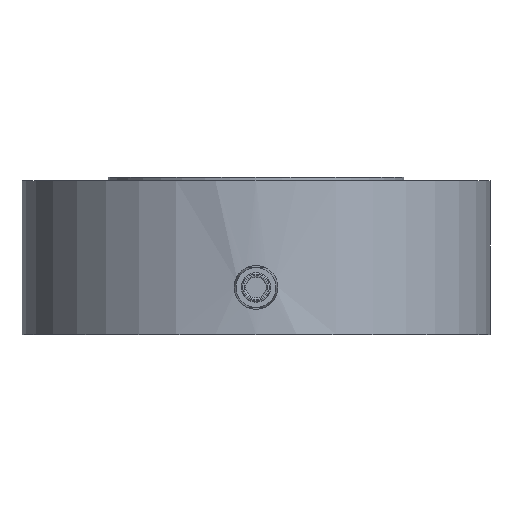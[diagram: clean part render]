
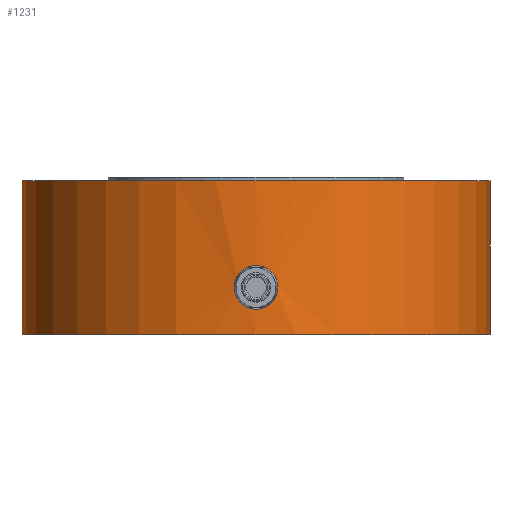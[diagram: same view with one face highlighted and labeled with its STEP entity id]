
A CAD part, front view. The second image highlights one B-rep face of the part: STEP entity #1231.
In plain terms, the highlighted cylindrical face has radius 37.846 mm (diameter 75.692 mm), a full revolution.
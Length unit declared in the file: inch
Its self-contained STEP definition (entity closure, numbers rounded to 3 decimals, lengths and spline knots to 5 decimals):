
#94=B_SPLINE_CURVE_WITH_KNOTS('',3,(#2127,#2128,#2129,#2130,#2131,#2132,
#2133,#2134,#2135,#2136,#2137,#2138,#2139,#2140,#2141,#2142,#2143,#2144,
#2145,#2146,#2147,#2148,#2149,#2150,#2151,#2152,#2153,#2154,#2155,#2156,
#2157),.UNSPECIFIED.,.F.,.F.,(4,3,3,3,3,3,3,3,3,3,4),(-0.00124,
0.,0.04489,0.09208,0.13808,0.18706,
0.23603,0.28203,0.32922,0.37411,
0.37535),.UNSPECIFIED.);
#95=B_SPLINE_CURVE_WITH_KNOTS('',3,(#2158,#2159,#2160,#2161,#2162,#2163,
#2164,#2165,#2166,#2167,#2168,#2169,#2170,#2171,#2172,#2173,#2174,#2175,
#2176,#2177,#2178,#2179,#2180,#2181,#2182,#2183,#2184,#2185,#2186,#2187,
#2188),.UNSPECIFIED.,.F.,.F.,(4,3,3,3,3,3,3,3,3,3,4),(-0.00124,
0.,0.04489,0.09208,0.13808,0.18706,
0.23603,0.28203,0.32922,0.37411,
0.37535),.UNSPECIFIED.);
#207=FACE_BOUND('',#457,.T.);
#208=FACE_BOUND('',#458,.T.);
#296=FACE_OUTER_BOUND('',#456,.T.);
#456=EDGE_LOOP('',(#1005));
#457=EDGE_LOOP('',(#1006,#1007));
#458=EDGE_LOOP('',(#1008));
#608=CIRCLE('',#1402,1.49);
#609=CIRCLE('',#1403,1.49);
#713=VERTEX_POINT('',#2123);
#714=VERTEX_POINT('',#2125);
#715=VERTEX_POINT('',#2126);
#716=VERTEX_POINT('',#2189);
#828=EDGE_CURVE('',#713,#713,#608,.T.);
#829=EDGE_CURVE('',#714,#715,#94,.T.);
#830=EDGE_CURVE('',#715,#714,#95,.T.);
#831=EDGE_CURVE('',#716,#716,#609,.T.);
#1005=ORIENTED_EDGE('',*,*,#828,.T.);
#1006=ORIENTED_EDGE('',*,*,#829,.T.);
#1007=ORIENTED_EDGE('',*,*,#830,.T.);
#1008=ORIENTED_EDGE('',*,*,#831,.F.);
#1168=CYLINDRICAL_SURFACE('',#1401,1.49);
#1231=ADVANCED_FACE('',(#296,#207,#208),#1168,.T.);
#1401=AXIS2_PLACEMENT_3D('',#2122,#1724,#1725);
#1402=AXIS2_PLACEMENT_3D('',#2124,#1726,#1727);
#1403=AXIS2_PLACEMENT_3D('',#2190,#1728,#1729);
#1724=DIRECTION('center_axis',(0.,0.,-1.));
#1725=DIRECTION('ref_axis',(1.,0.,0.));
#1726=DIRECTION('center_axis',(0.,0.,-1.));
#1727=DIRECTION('ref_axis',(1.,0.,0.));
#1728=DIRECTION('center_axis',(0.,0.,-1.));
#1729=DIRECTION('ref_axis',(1.,0.,0.));
#2122=CARTESIAN_POINT('Origin',(4.08569,0.,-1.35363));
#2123=CARTESIAN_POINT('',(2.59569,0.,-0.86363));
#2124=CARTESIAN_POINT('Origin',(4.08569,0.,-0.86363));
#2125=CARTESIAN_POINT('',(4.08569,-1.49,-1.41863));
#2126=CARTESIAN_POINT('',(4.08569,-1.49,-1.66863));
#2127=CARTESIAN_POINT('Ctrl Pts',(4.08569,-1.49,-1.41863));
#2128=CARTESIAN_POINT('Ctrl Pts',(4.0861,-1.49,-1.41866));
#2129=CARTESIAN_POINT('Ctrl Pts',(4.08651,-1.49,-1.4187));
#2130=CARTESIAN_POINT('Ctrl Pts',(4.08692,-1.49,-1.41873));
#2131=CARTESIAN_POINT('Ctrl Pts',(4.10182,-1.48999,-1.4201));
#2132=CARTESIAN_POINT('Ctrl Pts',(4.11637,-1.48975,-1.42411));
#2133=CARTESIAN_POINT('Ctrl Pts',(4.12989,-1.48934,-1.43052));
#2134=CARTESIAN_POINT('Ctrl Pts',(4.1441,-1.48892,-1.43726));
#2135=CARTESIAN_POINT('Ctrl Pts',(4.15696,-1.48833,-1.44656));
#2136=CARTESIAN_POINT('Ctrl Pts',(4.16779,-1.48774,-1.45795));
#2137=CARTESIAN_POINT('Ctrl Pts',(4.17835,-1.48715,-1.46906));
#2138=CARTESIAN_POINT('Ctrl Pts',(4.18683,-1.48658,-1.48198));
#2139=CARTESIAN_POINT('Ctrl Pts',(4.19274,-1.48615,-1.49612));
#2140=CARTESIAN_POINT('Ctrl Pts',(4.19903,-1.4857,-1.51118));
#2141=CARTESIAN_POINT('Ctrl Pts',(4.20229,-1.48543,-1.5273));
#2142=CARTESIAN_POINT('Ctrl Pts',(4.20229,-1.48543,-1.54363));
#2143=CARTESIAN_POINT('Ctrl Pts',(4.20229,-1.48543,-1.55995));
#2144=CARTESIAN_POINT('Ctrl Pts',(4.19903,-1.4857,-1.57608));
#2145=CARTESIAN_POINT('Ctrl Pts',(4.19274,-1.48615,-1.59113));
#2146=CARTESIAN_POINT('Ctrl Pts',(4.18683,-1.48658,-1.60527));
#2147=CARTESIAN_POINT('Ctrl Pts',(4.17835,-1.48715,-1.6182));
#2148=CARTESIAN_POINT('Ctrl Pts',(4.16779,-1.48774,-1.6293));
#2149=CARTESIAN_POINT('Ctrl Pts',(4.15696,-1.48833,-1.64069));
#2150=CARTESIAN_POINT('Ctrl Pts',(4.1441,-1.48892,-1.65));
#2151=CARTESIAN_POINT('Ctrl Pts',(4.12989,-1.48934,-1.65673));
#2152=CARTESIAN_POINT('Ctrl Pts',(4.11637,-1.48975,-1.66315));
#2153=CARTESIAN_POINT('Ctrl Pts',(4.10182,-1.48999,-1.66715));
#2154=CARTESIAN_POINT('Ctrl Pts',(4.08692,-1.49,-1.66852));
#2155=CARTESIAN_POINT('Ctrl Pts',(4.08651,-1.49,-1.66856));
#2156=CARTESIAN_POINT('Ctrl Pts',(4.0861,-1.49,-1.66859));
#2157=CARTESIAN_POINT('Ctrl Pts',(4.08569,-1.49,-1.66863));
#2158=CARTESIAN_POINT('Ctrl Pts',(4.08569,-1.49,-1.66863));
#2159=CARTESIAN_POINT('Ctrl Pts',(4.08528,-1.49,-1.66859));
#2160=CARTESIAN_POINT('Ctrl Pts',(4.08487,-1.49,-1.66856));
#2161=CARTESIAN_POINT('Ctrl Pts',(4.08445,-1.49,-1.66852));
#2162=CARTESIAN_POINT('Ctrl Pts',(4.06955,-1.48999,-1.66715));
#2163=CARTESIAN_POINT('Ctrl Pts',(4.055,-1.48975,-1.66315));
#2164=CARTESIAN_POINT('Ctrl Pts',(4.04149,-1.48934,-1.65673));
#2165=CARTESIAN_POINT('Ctrl Pts',(4.02728,-1.48892,-1.65));
#2166=CARTESIAN_POINT('Ctrl Pts',(4.01441,-1.48833,-1.64069));
#2167=CARTESIAN_POINT('Ctrl Pts',(4.00358,-1.48774,-1.6293));
#2168=CARTESIAN_POINT('Ctrl Pts',(3.99303,-1.48715,-1.6182));
#2169=CARTESIAN_POINT('Ctrl Pts',(3.98455,-1.48658,-1.60527));
#2170=CARTESIAN_POINT('Ctrl Pts',(3.97864,-1.48615,-1.59113));
#2171=CARTESIAN_POINT('Ctrl Pts',(3.97235,-1.4857,-1.57608));
#2172=CARTESIAN_POINT('Ctrl Pts',(3.96909,-1.48543,-1.55995));
#2173=CARTESIAN_POINT('Ctrl Pts',(3.96909,-1.48543,-1.54363));
#2174=CARTESIAN_POINT('Ctrl Pts',(3.96909,-1.48543,-1.5273));
#2175=CARTESIAN_POINT('Ctrl Pts',(3.97235,-1.4857,-1.51118));
#2176=CARTESIAN_POINT('Ctrl Pts',(3.97864,-1.48615,-1.49612));
#2177=CARTESIAN_POINT('Ctrl Pts',(3.98455,-1.48658,-1.48198));
#2178=CARTESIAN_POINT('Ctrl Pts',(3.99303,-1.48715,-1.46906));
#2179=CARTESIAN_POINT('Ctrl Pts',(4.00358,-1.48774,-1.45795));
#2180=CARTESIAN_POINT('Ctrl Pts',(4.01441,-1.48833,-1.44656));
#2181=CARTESIAN_POINT('Ctrl Pts',(4.02728,-1.48892,-1.43726));
#2182=CARTESIAN_POINT('Ctrl Pts',(4.04149,-1.48934,-1.43052));
#2183=CARTESIAN_POINT('Ctrl Pts',(4.055,-1.48975,-1.42411));
#2184=CARTESIAN_POINT('Ctrl Pts',(4.06955,-1.48999,-1.4201));
#2185=CARTESIAN_POINT('Ctrl Pts',(4.08445,-1.49,-1.41873));
#2186=CARTESIAN_POINT('Ctrl Pts',(4.08487,-1.49,-1.4187));
#2187=CARTESIAN_POINT('Ctrl Pts',(4.08528,-1.49,-1.41866));
#2188=CARTESIAN_POINT('Ctrl Pts',(4.08569,-1.49,-1.41863));
#2189=CARTESIAN_POINT('',(2.59569,0.,-1.84363));
#2190=CARTESIAN_POINT('Origin',(4.08569,0.,-1.84363));
